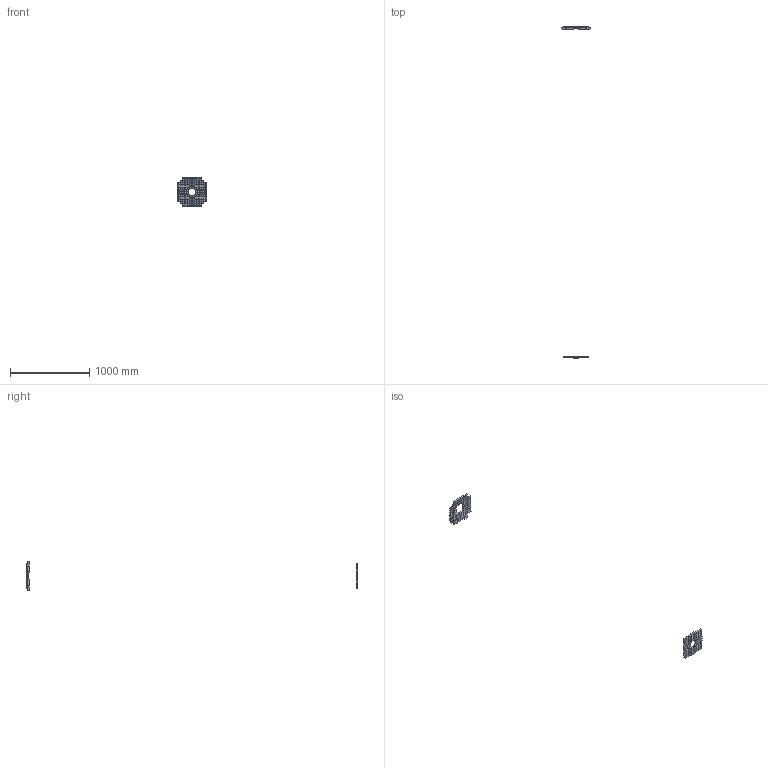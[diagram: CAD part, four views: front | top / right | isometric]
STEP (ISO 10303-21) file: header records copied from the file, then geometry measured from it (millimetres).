
FILE_DESCRIPTION(/* description */ (''),/* implementation_level */ '2;1');
FILE_NAME(/* name */ 'FT0-geometry.stp',/* time_stamp */ '2024-11-05T10:05:53+01:00',/* author */ ('mczarnyn'),/* organization */ (''),/* preprocessor_version */ 'ST-DEVELOPER v20',/* originating_system */ 'Autodesk Inventor 2024',/* authorisation */ '');
FILE_SCHEMA (('AUTOMOTIVE_DESIGN { 1 0 10303 214 3 1 1 }'));
Length unit declared in the file: millimetre
Products named in the file (9): FT0-geometry; sideC; half+adapters+14front_covers; Quartz-radiators-2x2; FV0+FT0-A; T0-Amechanics-20190719; fita(170719)+bcovers+intends+adapters+fcovers_® ã¬®
«ç ­¨î; Quartz-radiators-2x2-02; Quartz-radiator
Assembly tree (41 placements, depth 6):
  FT0-geometry
    sideC
      half+adapters+14front_covers  x2
        Quartz-radiators-2x2
          Quartz-radiator  x4
    FV0+FT0-A
      T0-Amechanics-20190719
        fita(170719)+bcovers+intends+adapters+fcovers_® ã¬®
«ç ­¨î  x2
          Quartz-radiators-2x2-02
            Quartz-radiator  x4
Bounding box: 361.3 x 4201.02 x 361.87 mm (x, y, z)
Volume: 2921360 mm3; surface area: 733096 mm2
Topology: 208 solids, 208 shells, 1248 faces, 2496 edges, 1664 vertices
Faces by surface type: plane 1248
Entity records: 699 total; most frequent: DIRECTION 126, CARTESIAN_POINT 77, AXIS2_PLACEMENT_3D 57, PRODUCT_DEFINITION_SHAPE 50, ITEM_DEFINED_TRANSFORMATION 41, CONTEXT_DEPENDENT_SHAPE_REPRESENTATION 41, NEXT_ASSEMBLY_USAGE_OCCURRENCE 41, ORIENTED_EDGE 24
